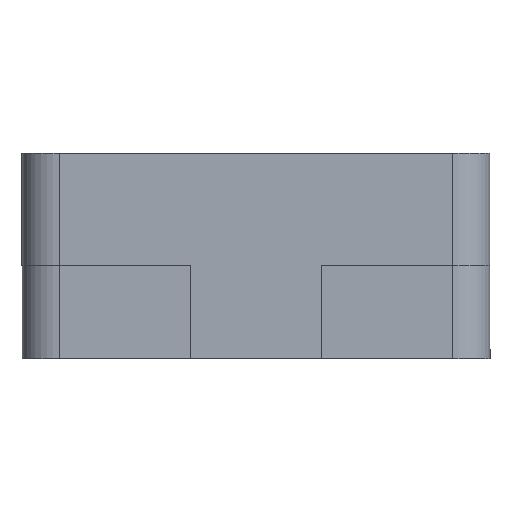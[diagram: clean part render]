
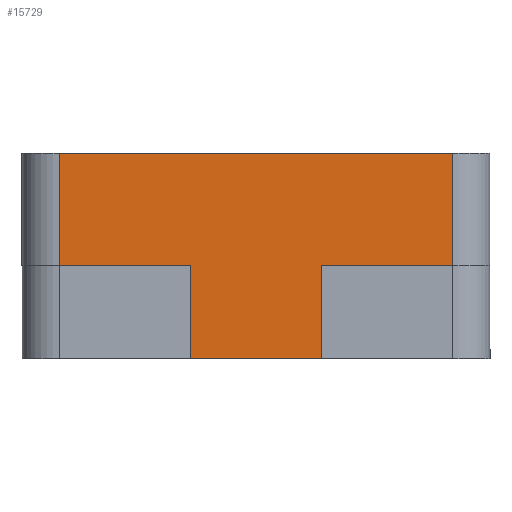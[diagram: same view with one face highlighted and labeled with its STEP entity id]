
A CAD part, left-side view. The second image highlights one B-rep face of the part: STEP entity #15729.
In plain terms, the highlighted planar face has unit normal (-1, 0, 0).
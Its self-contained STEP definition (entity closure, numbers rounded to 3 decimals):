
#415 = CARTESIAN_POINT ( 'NONE',  ( -1.6, -1.05, 1.1 ) ) ;
#443 = LINE ( 'NONE', #7388, #10428 ) ;
#691 = VECTOR ( 'NONE', #10395, 1000. ) ;
#1386 = PLANE ( 'NONE',  #14070 ) ;
#1485 = VERTEX_POINT ( 'NONE', #17747 ) ;
#2655 = LINE ( 'NONE', #15024, #18271 ) ;
#2770 = VECTOR ( 'NONE', #10519, 1000. ) ;
#2877 = ORIENTED_EDGE ( 'NONE', *, *, #7606, .F. ) ;
#2988 = DIRECTION ( 'NONE',  ( 1., 0., 0. ) ) ;
#3676 = CARTESIAN_POINT ( 'NONE',  ( -1.6, 1.05, 0.5 ) ) ;
#3791 = LINE ( 'NONE', #14633, #6375 ) ;
#4748 = DIRECTION ( 'NONE',  ( 0., 0., -1. ) ) ;
#4867 = EDGE_LOOP ( 'NONE', ( #2877, #16773, #18832, #5328, #11614, #6137, #12192, #13044 ) ) ;
#4992 = CARTESIAN_POINT ( 'NONE',  ( -1.6, 1.05, 1.1 ) ) ;
#5044 = FACE_OUTER_BOUND ( 'NONE', #4867, .T. ) ;
#5315 = VERTEX_POINT ( 'NONE', #17112 ) ;
#5328 = ORIENTED_EDGE ( 'NONE', *, *, #8567, .F. ) ;
#5395 = EDGE_CURVE ( 'NONE', #15812, #5315, #14827, .T. ) ;
#6137 = ORIENTED_EDGE ( 'NONE', *, *, #5395, .F. ) ;
#6375 = VECTOR ( 'NONE', #19112, 1000. ) ;
#6419 = LINE ( 'NONE', #14986, #691 ) ;
#7388 = CARTESIAN_POINT ( 'NONE',  ( -1.6, 1.25, 0.5 ) ) ;
#7606 = EDGE_CURVE ( 'NONE', #19542, #11846, #17782, .T. ) ;
#7874 = VECTOR ( 'NONE', #4748, 1000. ) ;
#7883 = CARTESIAN_POINT ( 'NONE',  ( -1.6, -1.05, 0.5 ) ) ;
#8175 = LINE ( 'NONE', #12456, #16678 ) ;
#8322 = CARTESIAN_POINT ( 'NONE',  ( -1.6, 1.25, 0. ) ) ;
#8567 = EDGE_CURVE ( 'NONE', #16428, #18362, #443, .T. ) ;
#9038 = EDGE_CURVE ( 'NONE', #5315, #16428, #3791, .T. ) ;
#9147 = VECTOR ( 'NONE', #17376, 1000. ) ;
#9160 = CARTESIAN_POINT ( 'NONE',  ( -1.6, -1.05, 1.1 ) ) ;
#9186 = DIRECTION ( 'NONE',  ( 0., -1., 0. ) ) ;
#10204 = EDGE_CURVE ( 'NONE', #11846, #1485, #8175, .T. ) ;
#10395 = DIRECTION ( 'NONE',  ( 0., 0., 1. ) ) ;
#10428 = VECTOR ( 'NONE', #19528, 1000. ) ;
#10519 = DIRECTION ( 'NONE',  ( 0., 0., -1. ) ) ;
#10875 = DIRECTION ( 'NONE',  ( 0., 1., 0. ) ) ;
#11614 = ORIENTED_EDGE ( 'NONE', *, *, #9038, .F. ) ;
#11761 = EDGE_CURVE ( 'NONE', #13282, #19542, #2655, .T. ) ;
#11846 = VERTEX_POINT ( 'NONE', #7883 ) ;
#11920 = CARTESIAN_POINT ( 'NONE',  ( -1.6, 1.25, 1.1 ) ) ;
#11971 = CARTESIAN_POINT ( 'NONE',  ( -1.6, -0.35, 1.1 ) ) ;
#12192 = ORIENTED_EDGE ( 'NONE', *, *, #19345, .F. ) ;
#12456 = CARTESIAN_POINT ( 'NONE',  ( -1.6, 1.25, 0.5 ) ) ;
#12663 = EDGE_CURVE ( 'NONE', #18362, #13282, #6419, .T. ) ;
#13044 = ORIENTED_EDGE ( 'NONE', *, *, #10204, .F. ) ;
#13282 = VERTEX_POINT ( 'NONE', #4992 ) ;
#14070 = AXIS2_PLACEMENT_3D ( 'NONE', #11920, #2988, #19509 ) ;
#14633 = CARTESIAN_POINT ( 'NONE',  ( -1.6, 0.35, 1.1 ) ) ;
#14827 = LINE ( 'NONE', #8322, #9147 ) ;
#14986 = CARTESIAN_POINT ( 'NONE',  ( -1.6, 1.05, 1.1 ) ) ;
#15024 = CARTESIAN_POINT ( 'NONE',  ( -1.6, -1.25, 1.1 ) ) ;
#15729 = ADVANCED_FACE ( 'NONE', ( #5044 ), #1386, .F. ) ;
#15812 = VERTEX_POINT ( 'NONE', #18248 ) ;
#16428 = VERTEX_POINT ( 'NONE', #19551 ) ;
#16678 = VECTOR ( 'NONE', #10875, 1000. ) ;
#16773 = ORIENTED_EDGE ( 'NONE', *, *, #11761, .F. ) ;
#17112 = CARTESIAN_POINT ( 'NONE',  ( -1.6, 0.35, 0. ) ) ;
#17376 = DIRECTION ( 'NONE',  ( 0., 1., 0. ) ) ;
#17747 = CARTESIAN_POINT ( 'NONE',  ( -1.6, -0.35, 0.5 ) ) ;
#17782 = LINE ( 'NONE', #9160, #7874 ) ;
#17910 = LINE ( 'NONE', #11971, #2770 ) ;
#18248 = CARTESIAN_POINT ( 'NONE',  ( -1.6, -0.35, 0. ) ) ;
#18271 = VECTOR ( 'NONE', #9186, 1000. ) ;
#18362 = VERTEX_POINT ( 'NONE', #3676 ) ;
#18832 = ORIENTED_EDGE ( 'NONE', *, *, #12663, .F. ) ;
#19112 = DIRECTION ( 'NONE',  ( 0., 0., 1. ) ) ;
#19345 = EDGE_CURVE ( 'NONE', #1485, #15812, #17910, .T. ) ;
#19509 = DIRECTION ( 'NONE',  ( 0., 0., -1. ) ) ;
#19528 = DIRECTION ( 'NONE',  ( 0., 1., 0. ) ) ;
#19542 = VERTEX_POINT ( 'NONE', #415 ) ;
#19551 = CARTESIAN_POINT ( 'NONE',  ( -1.6, 0.35, 0.5 ) ) ;
